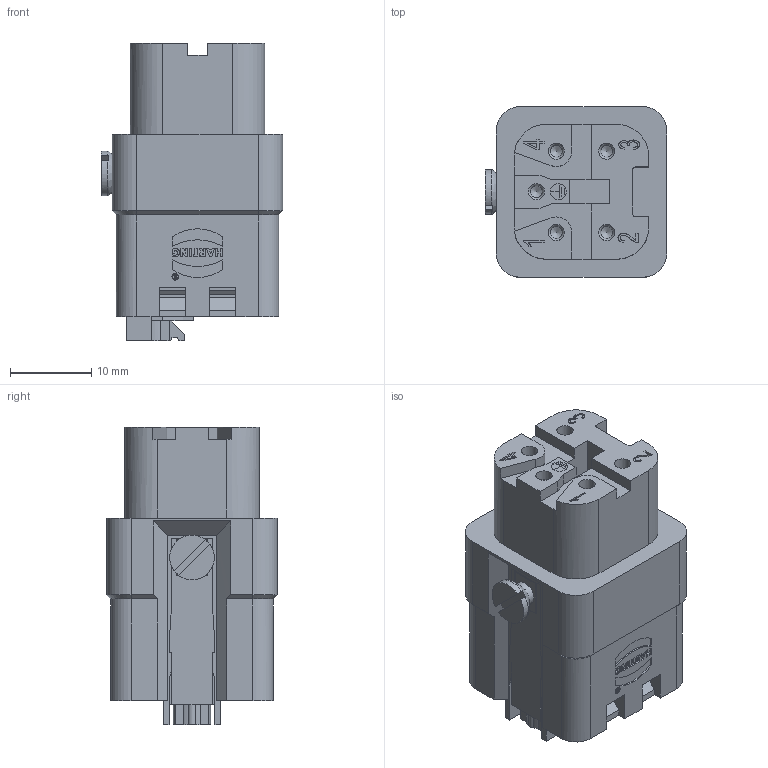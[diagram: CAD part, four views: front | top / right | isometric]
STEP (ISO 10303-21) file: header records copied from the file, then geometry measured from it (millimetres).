
FILE_DESCRIPTION(/* description */ (''),/* implementation_level */ '2;1');
FILE_NAME(/* name */ '100196482ugm000_d.stp',/* time_stamp */ '2019-09-02T08:12:49+02:00',/* author */ (''),/* organization */ (''),/* preprocessor_version */ 'ST-DEVELOPER v16.7',/* originating_system */ 'SIEMENS PLM Software NX 12.0',/* authorisation */ '');
FILE_SCHEMA (('AUTOMOTIVE_DESIGN { 1 0 10303 214 3 1 1 1 }'));
Length unit declared in the file: millimetre
Products named in the file (1): 100196482ugm000_d
Bounding box: 22.35 x 21 x 36.65 mm (x, y, z)
Volume: 10887.5 mm3; surface area: 4895.5 mm2
Topology: 1 solids, 1 shells, 635 faces, 1784 edges, 1190 vertices
Faces by surface type: plane 430, extrusion 100, cylinder 75, cone 24, torus 5, bspline 1
Full cylindrical faces by diameter (mm): 0.683 x1, 0.807 x1, 1.4 x1, 1.494 x1, 1.95 x1, 2 x6, 2.3 x5, 3 x1, 3.8 x5
Entity records: 25815 total; most frequent: CARTESIAN_POINT 5817, ORIENTED_EDGE 3390, DIRECTION 2710, EDGE_CURVE 1695, VECTOR 1340, LINE 1240, VERTEX_POINT 1158, EDGE_LOOP 721
